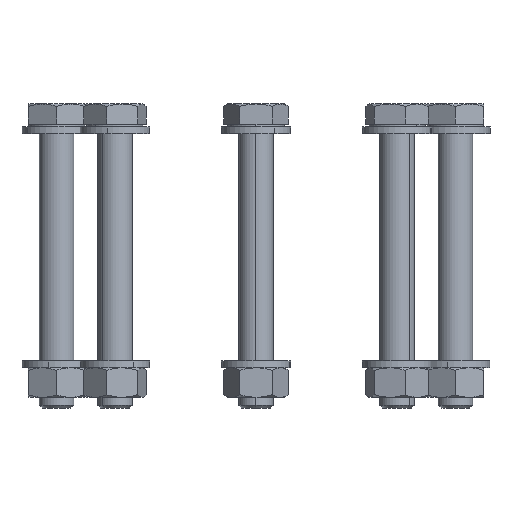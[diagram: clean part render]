
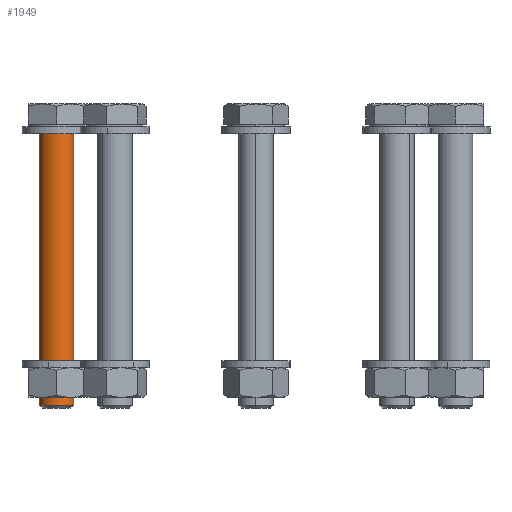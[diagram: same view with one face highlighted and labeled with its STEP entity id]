
A CAD part, front view. The second image highlights one B-rep face of the part: STEP entity #1949.
In plain terms, the highlighted cylindrical face has radius 4 mm (diameter 8 mm), a partial arc.
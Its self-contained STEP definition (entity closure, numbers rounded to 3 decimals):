
#1528 = VERTEX_POINT ( 'NONE', #7916 ) ;
#1566 = EDGE_CURVE ( 'NONE', #1528, #6208, #11739, .T. ) ;
#1673 = DIRECTION ( 'NONE',  ( 0., 0., 1. ) ) ;
#1949 = ADVANCED_FACE ( 'NONE', ( #16362 ), #14070, .T. ) ;
#2577 = DIRECTION ( 'NONE',  ( 1., 0., 0. ) ) ;
#2631 = DIRECTION ( 'NONE',  ( 0., 0., 1. ) ) ;
#3075 = CARTESIAN_POINT ( 'NONE',  ( -46.1, 0., -27.71 ) ) ;
#3093 = CARTESIAN_POINT ( 'NONE',  ( -42.1, 0., 41.9 ) ) ;
#5054 = LINE ( 'NONE', #3093, #15205 ) ;
#5159 = LINE ( 'NONE', #13304, #9758 ) ;
#6208 = VERTEX_POINT ( 'NONE', #7442 ) ;
#6803 = VERTEX_POINT ( 'NONE', #9869 ) ;
#7325 = CARTESIAN_POINT ( 'NONE',  ( -46.1, 0., 36.2 ) ) ;
#7442 = CARTESIAN_POINT ( 'NONE',  ( -42.1, 0., -27.71 ) ) ;
#7916 = CARTESIAN_POINT ( 'NONE',  ( -50.1, 0., -27.71 ) ) ;
#8371 = CARTESIAN_POINT ( 'NONE',  ( -42.1, 0., 36.2 ) ) ;
#9279 = DIRECTION ( 'NONE',  ( -1., 0., 0. ) ) ;
#9539 = EDGE_CURVE ( 'NONE', #10696, #6803, #13884, .T. ) ;
#9617 = EDGE_CURVE ( 'NONE', #1528, #6803, #5159, .T. ) ;
#9758 = VECTOR ( 'NONE', #1673, 1000. ) ;
#9869 = CARTESIAN_POINT ( 'NONE',  ( -50.1, 0., 36.2 ) ) ;
#10696 = VERTEX_POINT ( 'NONE', #8371 ) ;
#10706 = ORIENTED_EDGE ( 'NONE', *, *, #9617, .F. ) ;
#11051 = AXIS2_PLACEMENT_3D ( 'NONE', #3075, #2631, #2577 ) ;
#11739 = CIRCLE ( 'NONE', #11051, 4. ) ;
#11819 = ORIENTED_EDGE ( 'NONE', *, *, #20094, .T. ) ;
#13304 = CARTESIAN_POINT ( 'NONE',  ( -50.1, 0., 41.9 ) ) ;
#13884 = CIRCLE ( 'NONE', #18510, 4. ) ;
#14070 = CYLINDRICAL_SURFACE ( 'NONE', #18370, 4. ) ;
#15205 = VECTOR ( 'NONE', #16478, 1000. ) ;
#15490 = ORIENTED_EDGE ( 'NONE', *, *, #1566, .T. ) ;
#16362 = FACE_OUTER_BOUND ( 'NONE', #17089, .T. ) ;
#16478 = DIRECTION ( 'NONE',  ( 0., 0., 1. ) ) ;
#17089 = EDGE_LOOP ( 'NONE', ( #10706, #15490, #11819, #20760 ) ) ;
#17361 = DIRECTION ( 'NONE',  ( 1., 0., 0. ) ) ;
#17632 = DIRECTION ( 'NONE',  ( 0., 0., 1. ) ) ;
#17733 = CARTESIAN_POINT ( 'NONE',  ( -46.1, 0., 41.9 ) ) ;
#18370 = AXIS2_PLACEMENT_3D ( 'NONE', #17733, #17632, #17361 ) ;
#18510 = AXIS2_PLACEMENT_3D ( 'NONE', #7325, #20405, #9279 ) ;
#20094 = EDGE_CURVE ( 'NONE', #6208, #10696, #5054, .T. ) ;
#20405 = DIRECTION ( 'NONE',  ( 0., 0., -1. ) ) ;
#20760 = ORIENTED_EDGE ( 'NONE', *, *, #9539, .T. ) ;
